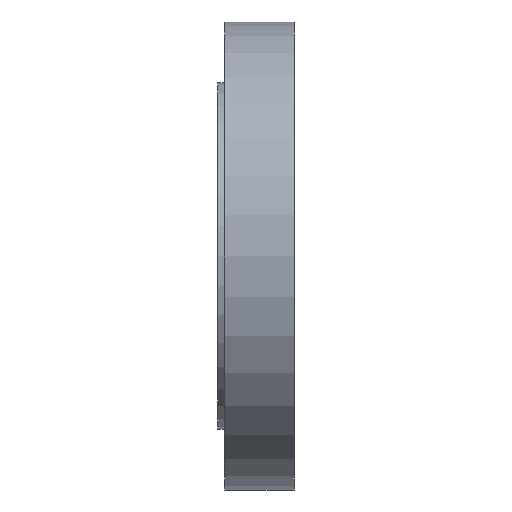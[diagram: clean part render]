
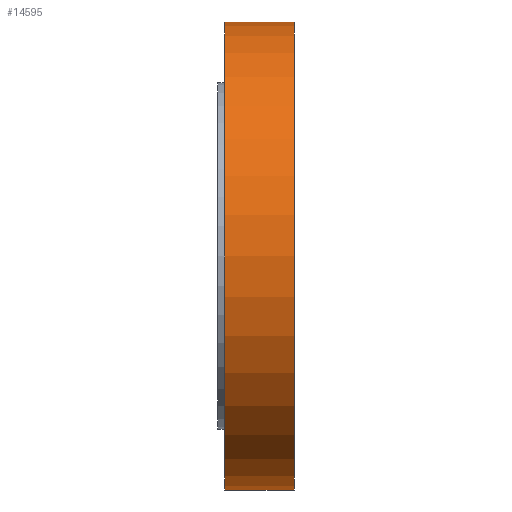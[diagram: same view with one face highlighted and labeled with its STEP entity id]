
A CAD part, left-side view. The second image highlights one B-rep face of the part: STEP entity #14595.
In plain terms, the highlighted cylindrical face has radius 67.5 mm (diameter 135 mm), a partial arc.
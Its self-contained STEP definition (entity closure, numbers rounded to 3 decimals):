
#4 = EDGE_LOOP ( 'NONE', ( #1318, #7213, #10063, #5456 ) ) ;
#176 = CARTESIAN_POINT ( 'NONE',  ( 0., 0., -67.5 ) ) ;
#651 = CARTESIAN_POINT ( 'NONE',  ( 0., 0., 67.5 ) ) ;
#741 = DIRECTION ( 'NONE',  ( 0., 0., -1. ) ) ;
#852 = EDGE_CURVE ( 'NONE', #7121, #10657, #14760, .T. ) ;
#899 = CARTESIAN_POINT ( 'NONE',  ( 0., 20., -67.5 ) ) ;
#1318 = ORIENTED_EDGE ( 'NONE', *, *, #17116, .F. ) ;
#1346 = CARTESIAN_POINT ( 'NONE',  ( 0., 0., -67.5 ) ) ;
#3676 = VECTOR ( 'NONE', #10741, 1000. ) ;
#4077 = AXIS2_PLACEMENT_3D ( 'NONE', #6006, #10060, #741 ) ;
#4330 = CARTESIAN_POINT ( 'NONE',  ( 0., 0., 0. ) ) ;
#4692 = AXIS2_PLACEMENT_3D ( 'NONE', #4330, #15390, #7415 ) ;
#5158 = AXIS2_PLACEMENT_3D ( 'NONE', #15255, #15518, #8952 ) ;
#5456 = ORIENTED_EDGE ( 'NONE', *, *, #7708, .F. ) ;
#6004 = DIRECTION ( 'NONE',  ( 0., -1., 0. ) ) ;
#6006 = CARTESIAN_POINT ( 'NONE',  ( 0., 20., 0. ) ) ;
#6289 = CIRCLE ( 'NONE', #5158, 67.5 ) ;
#7085 = CARTESIAN_POINT ( 'NONE',  ( 0., 0., 67.5 ) ) ;
#7121 = VERTEX_POINT ( 'NONE', #899 ) ;
#7213 = ORIENTED_EDGE ( 'NONE', *, *, #10239, .T. ) ;
#7415 = DIRECTION ( 'NONE',  ( 0., 0., -1. ) ) ;
#7708 = EDGE_CURVE ( 'NONE', #8043, #10657, #6289, .T. ) ;
#8043 = VERTEX_POINT ( 'NONE', #7085 ) ;
#8650 = CYLINDRICAL_SURFACE ( 'NONE', #4692, 67.5 ) ;
#8952 = DIRECTION ( 'NONE',  ( 0., 0., -1. ) ) ;
#10060 = DIRECTION ( 'NONE',  ( 0., -1., 0. ) ) ;
#10063 = ORIENTED_EDGE ( 'NONE', *, *, #852, .T. ) ;
#10239 = EDGE_CURVE ( 'NONE', #16014, #7121, #17233, .T. ) ;
#10657 = VERTEX_POINT ( 'NONE', #176 ) ;
#10741 = DIRECTION ( 'NONE',  ( 0., -1., 0. ) ) ;
#11453 = LINE ( 'NONE', #651, #11948 ) ;
#11948 = VECTOR ( 'NONE', #6004, 1000. ) ;
#12761 = FACE_OUTER_BOUND ( 'NONE', #4, .T. ) ;
#14595 = ADVANCED_FACE ( 'NONE', ( #12761 ), #8650, .T. ) ;
#14760 = LINE ( 'NONE', #1346, #3676 ) ;
#15255 = CARTESIAN_POINT ( 'NONE',  ( 0., 0., 0. ) ) ;
#15390 = DIRECTION ( 'NONE',  ( 0., -1., 0. ) ) ;
#15518 = DIRECTION ( 'NONE',  ( 0., -1., 0. ) ) ;
#15669 = CARTESIAN_POINT ( 'NONE',  ( 0., 20., 67.5 ) ) ;
#16014 = VERTEX_POINT ( 'NONE', #15669 ) ;
#17116 = EDGE_CURVE ( 'NONE', #16014, #8043, #11453, .T. ) ;
#17233 = CIRCLE ( 'NONE', #4077, 67.5 ) ;
